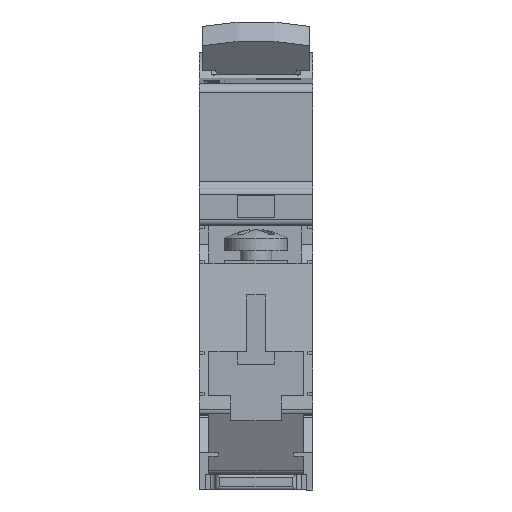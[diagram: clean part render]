
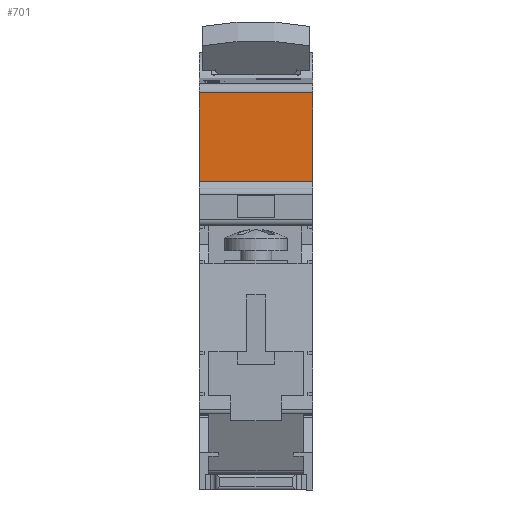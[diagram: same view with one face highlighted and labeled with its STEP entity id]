
A CAD part, left-side view. The second image highlights one B-rep face of the part: STEP entity #701.
In plain terms, the highlighted planar face has unit normal (-1, 0, 0).
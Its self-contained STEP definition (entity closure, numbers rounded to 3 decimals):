
#701 = ADVANCED_FACE( '', ( #1704 ), #1705, .T. );
#1704 = FACE_OUTER_BOUND( '', #3211, .T. );
#1705 = PLANE( '', #3212 );
#3211 = EDGE_LOOP( '', ( #5551, #5552, #5553, #5554 ) );
#3212 = AXIS2_PLACEMENT_3D( '', #5555, #5556, #5557 );
#5551 = ORIENTED_EDGE( '', *, *, #9165, .T. );
#5552 = ORIENTED_EDGE( '', *, *, #9166, .T. );
#5553 = ORIENTED_EDGE( '', *, *, #8923, .F. );
#5554 = ORIENTED_EDGE( '', *, *, #9167, .F. );
#5555 = CARTESIAN_POINT( '', ( -22.5, -9., 64.5 ) );
#5556 = DIRECTION( '', ( -1., 0., 0. ) );
#5557 = DIRECTION( '', ( 0., 0., 1. ) );
#8923 = EDGE_CURVE( '', #10676, #10678, #10679, .T. );
#9165 = EDGE_CURVE( '', #11091, #11092, #11093, .T. );
#9166 = EDGE_CURVE( '', #11092, #10678, #11094, .T. );
#9167 = EDGE_CURVE( '', #11091, #10676, #11095, .T. );
#10676 = VERTEX_POINT( '', #13258 );
#10678 = VERTEX_POINT( '', #13261 );
#10679 = LINE( '', #13262, #13263 );
#11091 = VERTEX_POINT( '', #13903 );
#11092 = VERTEX_POINT( '', #13904 );
#11093 = LINE( '', #13905, #13906 );
#11094 = LINE( '', #13907, #13908 );
#11095 = LINE( '', #13909, #13910 );
#13258 = CARTESIAN_POINT( '', ( -22.5, 9., 49. ) );
#13261 = CARTESIAN_POINT( '', ( -22.5, 9., 63.126 ) );
#13262 = CARTESIAN_POINT( '', ( -22.5, 9., 64.5 ) );
#13263 = VECTOR( '', #16702, 1000. );
#13903 = CARTESIAN_POINT( '', ( -22.5, -9., 49. ) );
#13904 = CARTESIAN_POINT( '', ( -22.5, -9., 63.126 ) );
#13905 = CARTESIAN_POINT( '', ( -22.5, -9., 64.5 ) );
#13906 = VECTOR( '', #16926, 1000. );
#13907 = CARTESIAN_POINT( '', ( -22.5, -9., 63.126 ) );
#13908 = VECTOR( '', #16927, 1000. );
#13909 = CARTESIAN_POINT( '', ( -22.5, -9., 49. ) );
#13910 = VECTOR( '', #16928, 1000. );
#16702 = DIRECTION( '', ( 0., 0., 1. ) );
#16926 = DIRECTION( '', ( 0., 0., 1. ) );
#16927 = DIRECTION( '', ( 0., 1., 0. ) );
#16928 = DIRECTION( '', ( 0., 1., 0. ) );
